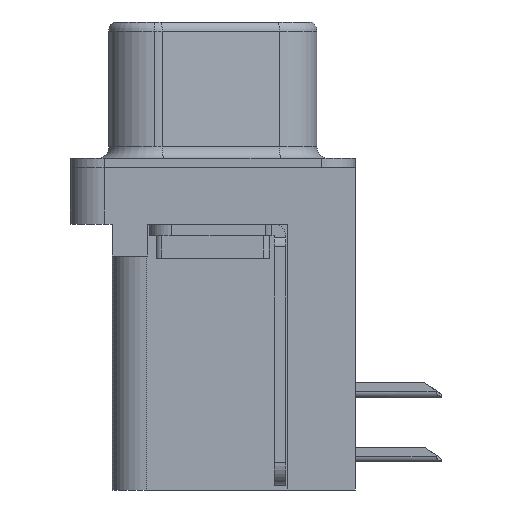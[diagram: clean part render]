
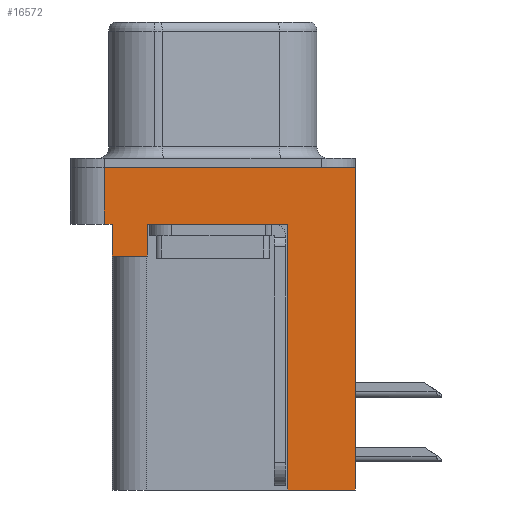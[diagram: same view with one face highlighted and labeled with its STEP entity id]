
A CAD part, left-side view. The second image highlights one B-rep face of the part: STEP entity #16572.
In plain terms, the highlighted planar face has unit normal (-1, 0, 0).
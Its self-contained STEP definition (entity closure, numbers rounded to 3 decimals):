
#28 = VERTEX_POINT ( 'NONE', #658 ) ;
#60 = ORIENTED_EDGE ( 'NONE', *, *, #5761, .F. ) ;
#173 = EDGE_CURVE ( 'NONE', #15961, #1869, #11518, .T. ) ;
#244 = CARTESIAN_POINT ( 'NONE',  ( -2.935, -6.275, 0. ) ) ;
#331 = DIRECTION ( 'NONE',  ( 0., 0., 1. ) ) ;
#443 = DIRECTION ( 'NONE',  ( 0., 0., 1. ) ) ;
#658 = CARTESIAN_POINT ( 'NONE',  ( -2.935, 4.775, -2.5 ) ) ;
#696 = LINE ( 'NONE', #4239, #10455 ) ;
#869 = LINE ( 'NONE', #2186, #12354 ) ;
#909 = CARTESIAN_POINT ( 'NONE',  ( -2.935, -6.275, -2.5 ) ) ;
#995 = DIRECTION ( 'NONE',  ( 0., 0., 1. ) ) ;
#1259 = EDGE_CURVE ( 'NONE', #6191, #11247, #14560, .T. ) ;
#1394 = FACE_OUTER_BOUND ( 'NONE', #13394, .T. ) ;
#1406 = CARTESIAN_POINT ( 'NONE',  ( -2.935, 4.775, 0. ) ) ;
#1557 = CARTESIAN_POINT ( 'NONE',  ( -2.935, -6.275, -2.5 ) ) ;
#1677 = CARTESIAN_POINT ( 'NONE',  ( -2.935, -3.295, -14.2 ) ) ;
#1869 = VERTEX_POINT ( 'NONE', #9689 ) ;
#2186 = CARTESIAN_POINT ( 'NONE',  ( -2.935, 4.425, -3.9 ) ) ;
#3231 = VECTOR ( 'NONE', #7740, 1000. ) ;
#3653 = CARTESIAN_POINT ( 'NONE',  ( -2.935, -3.295, -14.2 ) ) ;
#3749 = VERTEX_POINT ( 'NONE', #15131 ) ;
#3755 = CARTESIAN_POINT ( 'NONE',  ( -2.935, -3.295, -14.2 ) ) ;
#3785 = DIRECTION ( 'NONE',  ( 0., -1., 0. ) ) ;
#4204 = CARTESIAN_POINT ( 'NONE',  ( -2.935, 4.425, -2.5 ) ) ;
#4239 = CARTESIAN_POINT ( 'NONE',  ( -2.935, 4.775, -2.5 ) ) ;
#4852 = VECTOR ( 'NONE', #12762, 1000. ) ;
#4880 = CARTESIAN_POINT ( 'NONE',  ( -2.935, -6.275, -2.5 ) ) ;
#4962 = EDGE_CURVE ( 'NONE', #9664, #8282, #6225, .T. ) ;
#5290 = ORIENTED_EDGE ( 'NONE', *, *, #4962, .T. ) ;
#5665 = CARTESIAN_POINT ( 'NONE',  ( -2.935, -6.275, 0. ) ) ;
#5754 = VECTOR ( 'NONE', #11100, 1000. ) ;
#5761 = EDGE_CURVE ( 'NONE', #9664, #6191, #10163, .T. ) ;
#5834 = CARTESIAN_POINT ( 'NONE',  ( -2.935, -6.275, -14.2 ) ) ;
#6116 = ORIENTED_EDGE ( 'NONE', *, *, #11614, .T. ) ;
#6191 = VERTEX_POINT ( 'NONE', #3653 ) ;
#6225 = LINE ( 'NONE', #909, #9725 ) ;
#6269 = ORIENTED_EDGE ( 'NONE', *, *, #6675, .F. ) ;
#6383 = CARTESIAN_POINT ( 'NONE',  ( -2.935, 2.895, -3.9 ) ) ;
#6550 = EDGE_CURVE ( 'NONE', #28, #9012, #696, .T. ) ;
#6675 = EDGE_CURVE ( 'NONE', #15961, #3749, #869, .T. ) ;
#7373 = AXIS2_PLACEMENT_3D ( 'NONE', #1557, #10826, #14607 ) ;
#7740 = DIRECTION ( 'NONE',  ( 0., -1., 0. ) ) ;
#8225 = LINE ( 'NONE', #15708, #8932 ) ;
#8282 = VERTEX_POINT ( 'NONE', #5665 ) ;
#8680 = VERTEX_POINT ( 'NONE', #4204 ) ;
#8932 = VECTOR ( 'NONE', #14453, 1000. ) ;
#8979 = ORIENTED_EDGE ( 'NONE', *, *, #10990, .F. ) ;
#9012 = VERTEX_POINT ( 'NONE', #1406 ) ;
#9182 = LINE ( 'NONE', #244, #15620 ) ;
#9664 = VERTEX_POINT ( 'NONE', #5834 ) ;
#9689 = CARTESIAN_POINT ( 'NONE',  ( -2.935, 2.895, -2.5 ) ) ;
#9725 = VECTOR ( 'NONE', #16625, 1000. ) ;
#9974 = VECTOR ( 'NONE', #995, 1000. ) ;
#9989 = ORIENTED_EDGE ( 'NONE', *, *, #173, .T. ) ;
#10040 = ORIENTED_EDGE ( 'NONE', *, *, #13209, .F. ) ;
#10155 = CARTESIAN_POINT ( 'NONE',  ( -2.935, 4.425, -3.9 ) ) ;
#10163 = LINE ( 'NONE', #3755, #5754 ) ;
#10455 = VECTOR ( 'NONE', #443, 1000. ) ;
#10563 = ORIENTED_EDGE ( 'NONE', *, *, #14521, .T. ) ;
#10788 = ORIENTED_EDGE ( 'NONE', *, *, #1259, .F. ) ;
#10826 = DIRECTION ( 'NONE',  ( -1., 0., 0. ) ) ;
#10990 = EDGE_CURVE ( 'NONE', #9012, #8282, #9182, .T. ) ;
#11100 = DIRECTION ( 'NONE',  ( 0., 1., 0. ) ) ;
#11247 = VERTEX_POINT ( 'NONE', #12368 ) ;
#11518 = LINE ( 'NONE', #6383, #9974 ) ;
#11614 = EDGE_CURVE ( 'NONE', #1869, #11247, #8225, .T. ) ;
#12354 = VECTOR ( 'NONE', #15008, 1000. ) ;
#12368 = CARTESIAN_POINT ( 'NONE',  ( -2.935, -3.295, -2.5 ) ) ;
#12762 = DIRECTION ( 'NONE',  ( 0., 0., 1. ) ) ;
#13096 = PLANE ( 'NONE',  #7373 ) ;
#13209 = EDGE_CURVE ( 'NONE', #3749, #8680, #15608, .T. ) ;
#13394 = EDGE_LOOP ( 'NONE', ( #8979, #15386, #10563, #10040, #6269, #9989, #6116, #10788, #60, #5290 ) ) ;
#14453 = DIRECTION ( 'NONE',  ( 0., -1., 0. ) ) ;
#14521 = EDGE_CURVE ( 'NONE', #28, #8680, #16394, .T. ) ;
#14560 = LINE ( 'NONE', #1677, #15761 ) ;
#14607 = DIRECTION ( 'NONE',  ( 0., 0., 1. ) ) ;
#15008 = DIRECTION ( 'NONE',  ( 0., 1., 0. ) ) ;
#15131 = CARTESIAN_POINT ( 'NONE',  ( -2.935, 4.425, -3.9 ) ) ;
#15386 = ORIENTED_EDGE ( 'NONE', *, *, #6550, .F. ) ;
#15608 = LINE ( 'NONE', #10155, #4852 ) ;
#15620 = VECTOR ( 'NONE', #3785, 1000. ) ;
#15708 = CARTESIAN_POINT ( 'NONE',  ( -2.935, -6.275, -2.5 ) ) ;
#15761 = VECTOR ( 'NONE', #331, 1000. ) ;
#15961 = VERTEX_POINT ( 'NONE', #16171 ) ;
#16171 = CARTESIAN_POINT ( 'NONE',  ( -2.935, 2.895, -3.9 ) ) ;
#16394 = LINE ( 'NONE', #4880, #3231 ) ;
#16572 = ADVANCED_FACE ( 'NONE', ( #1394 ), #13096, .T. ) ;
#16625 = DIRECTION ( 'NONE',  ( 0., 0., 1. ) ) ;
